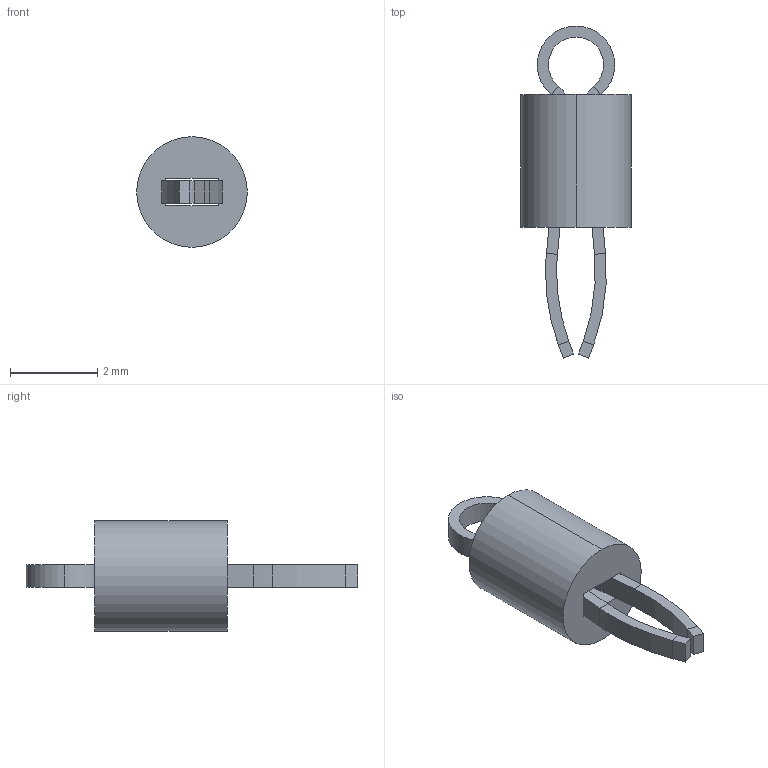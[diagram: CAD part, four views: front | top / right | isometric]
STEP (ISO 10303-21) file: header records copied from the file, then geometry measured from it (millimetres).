
FILE_DESCRIPTION (( 'STEP AP214' ), '1' );
FILE_NAME ('5116.STEP', '2013-04-29T17:20:14', ( 'Richard Maletta' ), ( '' ), 'SwSTEP 2.0', 'SolidWorks 2009', '' );
FILE_SCHEMA (( 'AUTOMOTIVE_DESIGN' ));
Length unit declared in the file: millimetre
Products named in the file (1): 5116
Bounding box: 2.54 x 7.62 x 2.54 mm (x, y, z)
Volume: 15.2 mm3; surface area: 69.1 mm2
Topology: 2 solids, 2 shells, 54 faces, 118 edges, 68 vertices
Faces by surface type: plane 34, cylinder 20
Entity records: 2087 total; most frequent: DIRECTION 268, CARTESIAN_POINT 241, ORIENTED_EDGE 236, EDGE_CURVE 118, AXIS2_PLACEMENT_3D 95, VECTOR 78, LINE 78, VERTEX_POINT 68
